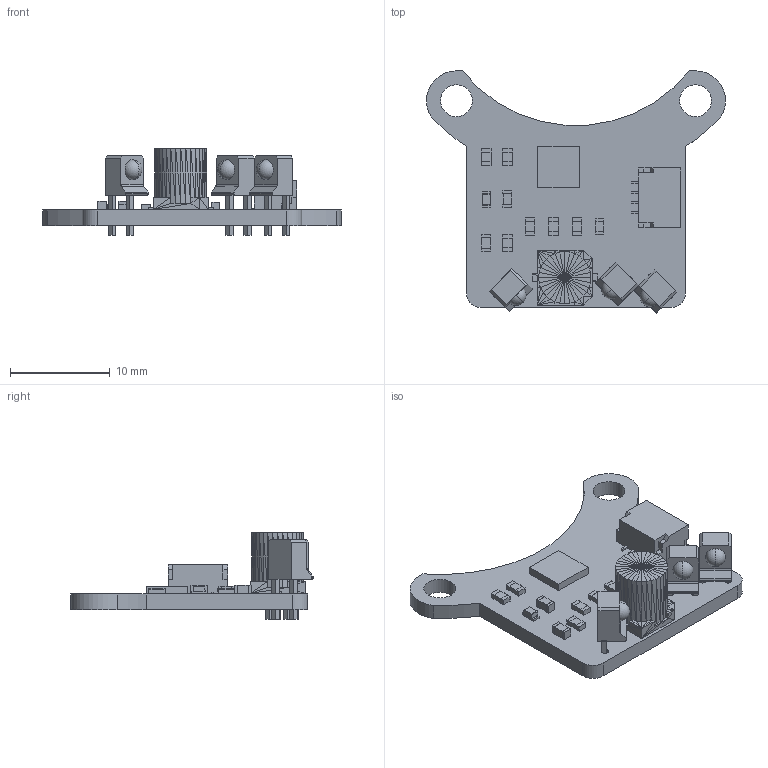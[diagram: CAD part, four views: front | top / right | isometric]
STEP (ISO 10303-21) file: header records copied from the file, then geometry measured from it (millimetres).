
FILE_DESCRIPTION(('Open CASCADE Model'),'2;1');
FILE_NAME('Open CASCADE Shape Model','2016-08-23T22:19:42',('Author'),( 'Open CASCADE'),'Open CASCADE STEP processor 6.8','Open CASCADE 6.8' ,'Unknown');
FILE_SCHEMA(('AUTOMOTIVE_DESIGN { 1 0 10303 214 1 1 1 1 }'));
Length unit declared in the file: millimetre
Products named in the file (30): PCB; Board; R6; RES_0603_(1608_metric); R5; R4; R3; P1; SM04B-SRSS-TB_RGB13434879; R2; R1; Q1; through-hole-side-LED_RGB5263440; LED1; LED_0603_APT1608_RED; L1; 742792623; Lötende; U1; 983729136; Extruded; D2; through-hole-side-LED; D1; C3; CAP_0603; C2; C1; CAP_EEFK_C
Assembly tree (37 placements, depth 4):
  PCB
    Board
    R6
      RES_0603_(1608_metric)
    R5
      RES_0603_(1608_metric)
    R4
      RES_0603_(1608_metric)
    R3
      RES_0603_(1608_metric)
    P1
      SM04B-SRSS-TB_RGB13434879
    R2
      RES_0603_(1608_metric)
    R1
      RES_0603_(1608_metric)
    Q1
      through-hole-side-LED_RGB5263440
    LED1
      LED_0603_APT1608_RED
    L1
      742792623
        742792623
        Lötende  x2
    U1
      983729136
        Extruded
    D2
      through-hole-side-LED
    D1
      through-hole-side-LED
    C3
      CAP_0603
    C2
      CAP_0603
    C1
      CAP_EEFK_C
Bounding box: 29.98 x 24.32 x 8.69 mm (x, y, z)
Volume: 900.3 mm3; surface area: 1856.7 mm2
Topology: 18 solids, 216 shells, 700 faces, 1881 edges, 1421 vertices
Faces by surface type: plane 640, cylinder 46, sphere 14
Full cylindrical faces by diameter (mm): 0.711 x6, 3.2 x2
Entity records: 35287 total; most frequent: CARTESIAN_POINT 7797, DIRECTION 4357, LINE 3125, VECTOR 3125, ORIENTED_EDGE 2056, PCURVE 2056, DEFINITIONAL_REPRESENTATION 2056, EDGE_CURVE 1325
